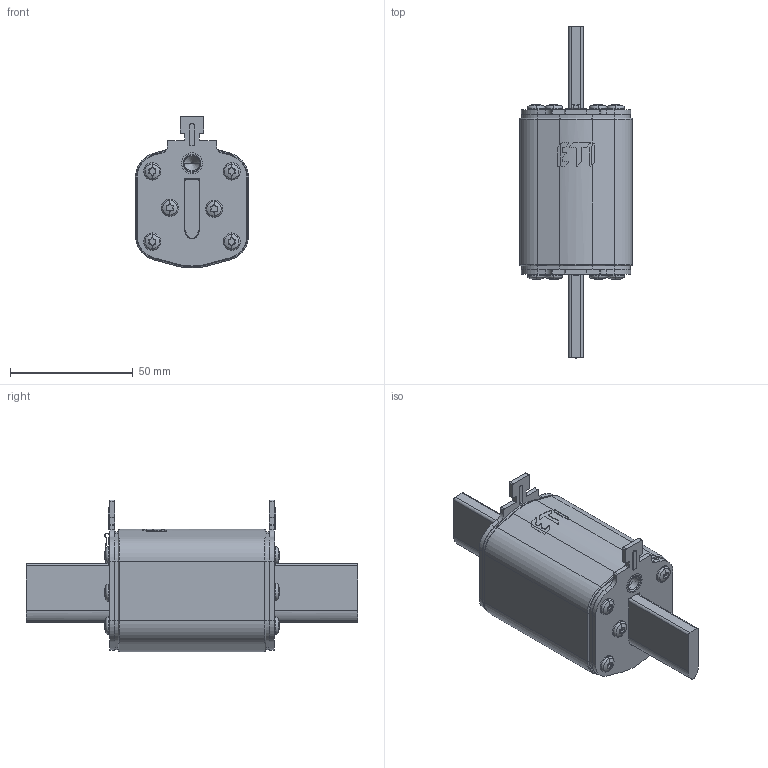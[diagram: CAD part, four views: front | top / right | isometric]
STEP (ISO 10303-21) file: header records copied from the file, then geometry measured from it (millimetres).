
FILE_DESCRIPTION((''),'2;1');
FILE_NAME('004723259_ASM','2022-08-09T09:53:39',('said.beganovic'),('Audax d.o.o.'),'CREO PARAMETRIC BY PTC INC, 2021304','CREO PARAMETRIC BY PTC INC, 2021304','');
FILE_SCHEMA(('AUTOMOTIVE_DESIGN { 1 0 10303 214 1 1 1 1 }'));
Length unit declared in the file: millimetre
Products named in the file (11): 0000031982_1; 0000015141_1-8818; 0000015700_AF0_1; 0000015247_AF0_1; 0000015701_ASM_1_ASM; 0000016080_1; 0000031301_1; 0000016201_1; 0000017080_1; 004723259_ASM_1_ASM; 004723259_ASM
Assembly tree (25 placements, depth 4):
  004723259_ASM
    004723259_ASM_1_ASM
      0000031982_1
      0000015141_1-8818  x2
      0000015701_ASM_1_ASM  x2
        0000015700_AF0_1
        0000015247_AF0_1
      0000016080_1  x2
      0000031301_1  x12
      0000016201_1
      0000017080_1  x2
Bounding box: 46 x 135 x 61.8 mm (x, y, z)
Volume: 150797.1 mm3; surface area: 46099 mm2
Topology: 24 solids, 48 shells, 865 faces, 2491 edges, 1673 vertices
Faces by surface type: cylinder 480, plane 237, torus 76, bspline 28, sphere 24, cone 20
Entity records: 20723 total; most frequent: CARTESIAN_POINT 3945, DIRECTION 2176, ORIENTED_EDGE 1996, EDGE_CURVE 1021, AXIS2_PLACEMENT_3D 847, PRESENTATION_STYLE_ASSIGNMENT 697, VERTEX_POINT 683, STYLED_ITEM 644
